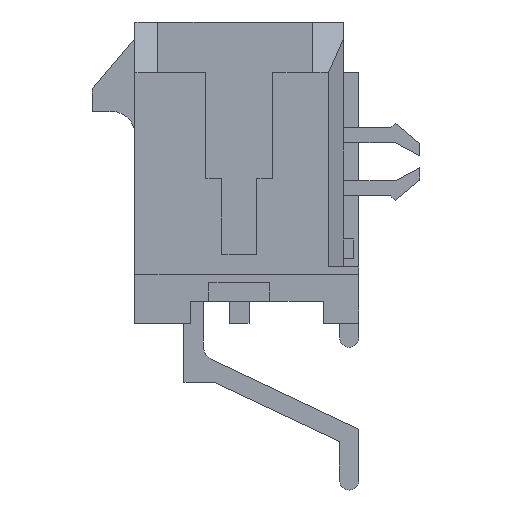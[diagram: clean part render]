
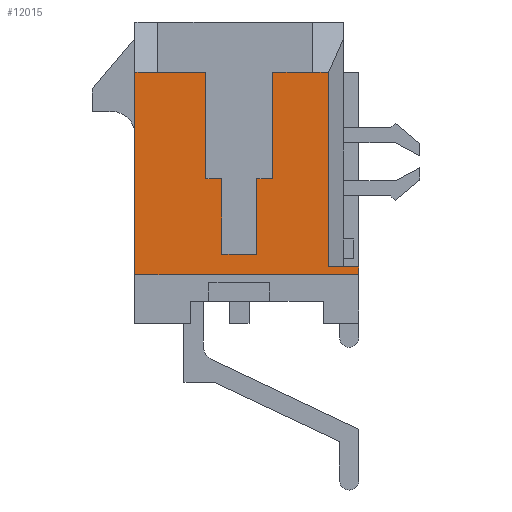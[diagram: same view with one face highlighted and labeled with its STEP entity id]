
A CAD part, left-side view. The second image highlights one B-rep face of the part: STEP entity #12015.
In plain terms, the highlighted planar face has unit normal (-1, 0, 0).
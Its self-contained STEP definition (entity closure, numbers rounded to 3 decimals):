
#706=DIRECTION('',(0.,1.,0.));
#707=VECTOR('',#706,1.);
#708=CARTESIAN_POINT('',(-16.825,-3.935,-3.105));
#709=LINE('',#708,#707);
#1114=DIRECTION('',(0.,0.,-1.));
#1115=VECTOR('',#1114,3.5);
#1116=CARTESIAN_POINT('',(-16.825,-1.1,3.305));
#1117=LINE('',#1116,#1115);
#1118=DIRECTION('',(0.,1.,0.));
#1119=VECTOR('',#1118,1.31);
#1120=CARTESIAN_POINT('',(-16.825,-2.41,3.305));
#1121=LINE('',#1120,#1119);
#1122=DIRECTION('',(0.,-1.,0.));
#1123=VECTOR('',#1122,0.525);
#1124=CARTESIAN_POINT('',(-16.825,-2.41,3.305));
#1125=LINE('',#1124,#1123);
#1126=DIRECTION('',(0.,0.,-1.));
#1127=VECTOR('',#1126,6.41);
#1128=CARTESIAN_POINT('',(-16.825,-2.935,3.305));
#1129=LINE('',#1128,#1127);
#1130=DIRECTION('',(0.,0.,-1.));
#1131=VECTOR('',#1130,0.25);
#1132=CARTESIAN_POINT('',(-16.825,-3.935,-3.105));
#1133=LINE('',#1132,#1131);
#1134=DIRECTION('',(0.,1.,0.));
#1135=VECTOR('',#1134,7.37);
#1136=CARTESIAN_POINT('',(-16.825,-3.935,-3.355));
#1137=LINE('',#1136,#1135);
#1138=DIRECTION('',(0.,0.,1.));
#1139=VECTOR('',#1138,6.66);
#1140=CARTESIAN_POINT('',(-16.825,3.435,-3.355));
#1141=LINE('',#1140,#1139);
#1142=DIRECTION('',(0.,-1.,0.));
#1143=VECTOR('',#1142,0.755);
#1144=CARTESIAN_POINT('',(-16.825,3.435,3.305));
#1145=LINE('',#1144,#1143);
#1146=DIRECTION('',(0.,1.,0.));
#1147=VECTOR('',#1146,1.58);
#1148=CARTESIAN_POINT('',(-16.825,1.1,3.305));
#1149=LINE('',#1148,#1147);
#1150=DIRECTION('',(0.,0.,-1.));
#1151=VECTOR('',#1150,3.5);
#1152=CARTESIAN_POINT('',(-16.825,1.1,3.305));
#1153=LINE('',#1152,#1151);
#1154=DIRECTION('',(0.,1.,0.));
#1155=VECTOR('',#1154,0.525);
#1156=CARTESIAN_POINT('',(-16.825,0.575,-0.195));
#1157=LINE('',#1156,#1155);
#1158=DIRECTION('',(0.,0.,1.));
#1159=VECTOR('',#1158,2.5);
#1160=CARTESIAN_POINT('',(-16.825,0.575,-2.695));
#1161=LINE('',#1160,#1159);
#1162=DIRECTION('',(0.,1.,0.));
#1163=VECTOR('',#1162,1.15);
#1164=CARTESIAN_POINT('',(-16.825,-0.575,-2.695));
#1165=LINE('',#1164,#1163);
#1166=DIRECTION('',(0.,0.,-1.));
#1167=VECTOR('',#1166,2.5);
#1168=CARTESIAN_POINT('',(-16.825,-0.575,-0.195));
#1169=LINE('',#1168,#1167);
#1170=DIRECTION('',(0.,1.,0.));
#1171=VECTOR('',#1170,0.525);
#1172=CARTESIAN_POINT('',(-16.825,-1.1,-0.195));
#1173=LINE('',#1172,#1171);
#8160=CARTESIAN_POINT('',(-16.825,3.435,3.305));
#8162=VERTEX_POINT('',#8160);
#8209=CARTESIAN_POINT('',(-16.825,-3.935,-3.105));
#8210=CARTESIAN_POINT('',(-16.825,-2.935,-3.105));
#8211=VERTEX_POINT('',#8209);
#8212=VERTEX_POINT('',#8210);
#8217=CARTESIAN_POINT('',(-16.825,2.68,3.305));
#8218=VERTEX_POINT('',#8217);
#8219=CARTESIAN_POINT('',(-16.825,-2.41,3.305));
#8220=VERTEX_POINT('',#8219);
#8339=CARTESIAN_POINT('',(-16.825,-1.1,3.305));
#8340=CARTESIAN_POINT('',(-16.825,-1.1,-0.195));
#8341=VERTEX_POINT('',#8339);
#8342=VERTEX_POINT('',#8340);
#8343=CARTESIAN_POINT('',(-16.825,-0.575,-0.195));
#8344=VERTEX_POINT('',#8343);
#8345=CARTESIAN_POINT('',(-16.825,-0.575,-2.695));
#8346=VERTEX_POINT('',#8345);
#8347=CARTESIAN_POINT('',(-16.825,0.575,-2.695));
#8348=VERTEX_POINT('',#8347);
#8349=CARTESIAN_POINT('',(-16.825,0.575,-0.195));
#8350=VERTEX_POINT('',#8349);
#8351=CARTESIAN_POINT('',(-16.825,1.1,-0.195));
#8352=VERTEX_POINT('',#8351);
#8353=CARTESIAN_POINT('',(-16.825,1.1,3.305));
#8354=VERTEX_POINT('',#8353);
#9609=CARTESIAN_POINT('',(-16.825,-3.935,-3.355));
#9610=CARTESIAN_POINT('',(-16.825,3.435,-3.355));
#9611=VERTEX_POINT('',#9609);
#9612=VERTEX_POINT('',#9610);
#9617=CARTESIAN_POINT('',(-16.825,-2.935,3.305));
#9618=VERTEX_POINT('',#9617);
#11982=CARTESIAN_POINT('',(-16.825,0.,0.));
#11983=DIRECTION('',(1.,0.,0.));
#11984=DIRECTION('',(0.,0.,-1.));
#11985=AXIS2_PLACEMENT_3D('',#11982,#11983,#11984);
#11986=PLANE('',#11985);
#11988=ORIENTED_EDGE('',*,*,#11987,.F.);
#11990=ORIENTED_EDGE('',*,*,#11989,.F.);
#11992=ORIENTED_EDGE('',*,*,#11991,.T.);
#11993=ORIENTED_EDGE('',*,*,#11364,.T.);
#11994=ORIENTED_EDGE('',*,*,#11403,.F.);
#11995=ORIENTED_EDGE('',*,*,#11451,.T.);
#11997=ORIENTED_EDGE('',*,*,#11996,.T.);
#11999=ORIENTED_EDGE('',*,*,#11998,.T.);
#12001=ORIENTED_EDGE('',*,*,#12000,.T.);
#12003=ORIENTED_EDGE('',*,*,#12002,.F.);
#12005=ORIENTED_EDGE('',*,*,#12004,.T.);
#12007=ORIENTED_EDGE('',*,*,#12006,.F.);
#12008=ORIENTED_EDGE('',*,*,#11975,.F.);
#12009=ORIENTED_EDGE('',*,*,#11862,.F.);
#12010=ORIENTED_EDGE('',*,*,#11933,.F.);
#12012=ORIENTED_EDGE('',*,*,#12011,.F.);
#12013=EDGE_LOOP('',(#11988,#11990,#11992,#11993,#11994,#11995,#11997,#11999,
#12001,#12003,#12005,#12007,#12008,#12009,#12010,#12012));
#12014=FACE_OUTER_BOUND('',#12013,.F.);
#12015=ADVANCED_FACE('',(#12014),#11986,.F.);
#11364=EDGE_CURVE('',#9618,#8212,#1129,.T.);
#11403=EDGE_CURVE('',#8211,#8212,#709,.T.);
#11451=EDGE_CURVE('',#8211,#9611,#1133,.T.);
#11862=EDGE_CURVE('',#8346,#8348,#1165,.T.);
#11933=EDGE_CURVE('',#8344,#8346,#1169,.T.);
#11975=EDGE_CURVE('',#8348,#8350,#1161,.T.);
#11987=EDGE_CURVE('',#8341,#8342,#1117,.T.);
#11989=EDGE_CURVE('',#8220,#8341,#1121,.T.);
#11991=EDGE_CURVE('',#8220,#9618,#1125,.T.);
#11996=EDGE_CURVE('',#9611,#9612,#1137,.T.);
#11998=EDGE_CURVE('',#9612,#8162,#1141,.T.);
#12000=EDGE_CURVE('',#8162,#8218,#1145,.T.);
#12002=EDGE_CURVE('',#8354,#8218,#1149,.T.);
#12004=EDGE_CURVE('',#8354,#8352,#1153,.T.);
#12006=EDGE_CURVE('',#8350,#8352,#1157,.T.);
#12011=EDGE_CURVE('',#8342,#8344,#1173,.T.);
